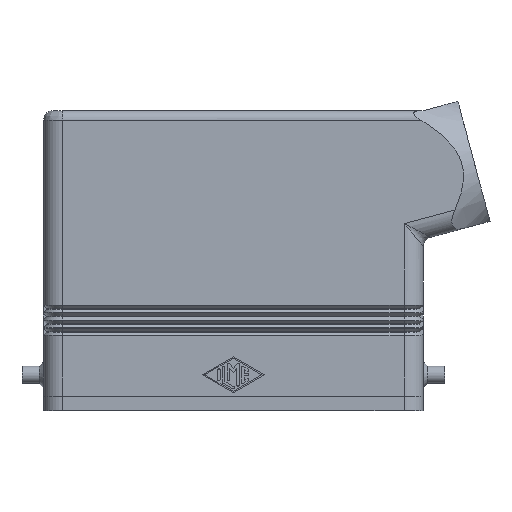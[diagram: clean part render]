
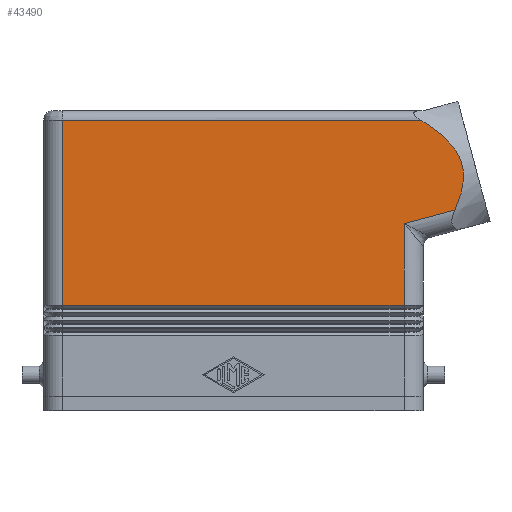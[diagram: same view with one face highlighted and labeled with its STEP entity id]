
A CAD part, front view. The second image highlights one B-rep face of the part: STEP entity #43490.
In plain terms, the highlighted planar face has unit normal (0, -1, 0).
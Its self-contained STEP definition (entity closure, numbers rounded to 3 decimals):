
#32410=CARTESIAN_POINT('',(39.281,-14.7,60.8));
#32420=VERTEX_POINT('',#32410);
#33250=CARTESIAN_POINT('',(46.355,-14.7,42.001));
#33260=VERTEX_POINT('',#33250);
#33290=CARTESIAN_POINT('',(46.355,-14.7,
42.001));
#33300=CARTESIAN_POINT('',(46.75,-14.7,
42.861));
#33310=CARTESIAN_POINT('',(47.113,-14.7,43.75));
#33320=CARTESIAN_POINT('',(47.412,-14.7,44.657));
#33330=CARTESIAN_POINT('',(47.711,-14.7,45.564));
#33340=CARTESIAN_POINT('',(47.948,-14.7,46.49));
#33350=CARTESIAN_POINT('',(48.085,-14.7,47.428));
#33360=CARTESIAN_POINT('',(48.222,-14.7,48.364));
#33370=CARTESIAN_POINT('',(48.258,-14.7,
49.326));
#33380=CARTESIAN_POINT('',(48.148,-14.7,
50.279));
#33390=CARTESIAN_POINT('',(48.038,-14.7,
51.233));
#33400=CARTESIAN_POINT('',(47.786,-14.7,
52.15));
#33410=CARTESIAN_POINT('',(47.395,-14.7,
53.023));
#33420=CARTESIAN_POINT('',(46.611,-14.7,
54.776));
#33430=CARTESIAN_POINT('',(45.334,-14.7,56.238));
#33440=CARTESIAN_POINT('',(43.911,-14.7,57.494));
#33450=CARTESIAN_POINT('',(43.196,-14.7,58.125));
#33460=CARTESIAN_POINT('',(42.442,-14.7,58.705));
#33470=CARTESIAN_POINT('',(41.668,-14.7,59.251));
#33480=CARTESIAN_POINT('',(40.893,-14.7,59.797));
#33490=CARTESIAN_POINT('',(40.095,-14.7,60.31));
#33500=CARTESIAN_POINT('',(39.281,-14.7,60.8));
#33510=B_SPLINE_CURVE_WITH_KNOTS('',3,(#33290,#33300,#33310,#33320,
#33330,#33340,#33350,#33360,#33370,#33380,#33390,#33400,#33410,#33420,
#33430,#33440,#33450,#33460,#33470,#33480,#33490,#33500),.UNSPECIFIED.,
.F.,.F.,(4,3,3,3,3,3,3,4),(0.,2.86,5.716,
8.575,11.431,17.143,19.993,
22.84),.UNSPECIFIED.);
#33520=EDGE_CURVE('',#33260,#32420,#33510,.T.);
#41660=CARTESIAN_POINT('',(35.75,-14.7,22.05));
#41670=VERTEX_POINT('',#41660);
#41700=CARTESIAN_POINT('',(35.75,-14.7,22.05));
#41710=DIRECTION('',(0.,0.,1.));
#41720=VECTOR('',#41710,8.309);
#41730=LINE('',#41700,#41720);
#41740=CARTESIAN_POINT('',(35.75,-14.7,39.159));
#41750=VERTEX_POINT('',#41740);
#41760=EDGE_CURVE('',#41670,#41750,#41730,.T.);
#43120=CARTESIAN_POINT('',(35.75,-14.7,0.));
#43130=DIRECTION('',(0.,-1.,0.));
#43140=DIRECTION('',(0.,0.,-1.));
#43150=AXIS2_PLACEMENT_3D('',#43120,#43130,#43140);
#43160=PLANE('',#43150);
#43170=ORIENTED_EDGE('',*,*,#41760,.T.);
#43180=CARTESIAN_POINT('',(35.75,-14.7,22.05));
#43190=DIRECTION('',(-1.,0.,0.));
#43200=VECTOR('',#43190,71.5);
#43210=LINE('',#43180,#43200);
#43220=CARTESIAN_POINT('',(-35.75,-14.7,22.05));
#43230=VERTEX_POINT('',#43220);
#43240=EDGE_CURVE('',#41670,#43230,#43210,.T.);
#43250=ORIENTED_EDGE('',*,*,#43240,.F.);
#43260=CARTESIAN_POINT('',(-35.75,-14.7,22.05));
#43270=DIRECTION('',(0.,0.,1.));
#43280=VECTOR('',#43270,29.95);
#43290=LINE('',#43260,#43280);
#43300=CARTESIAN_POINT('',(-35.75,-14.7,60.8));
#43310=VERTEX_POINT('',#43300);
#43320=EDGE_CURVE('',#43230,#43310,#43290,.T.);
#43330=ORIENTED_EDGE('',*,*,#43320,.F.);
#43340=CARTESIAN_POINT('',(0.,-14.7,60.8));
#43350=DIRECTION('',(1.,0.,0.));
#43360=VECTOR('',#43350,1.);
#43370=LINE('',#43340,#43360);
#43380=EDGE_CURVE('',#43310,#32420,#43370,.T.);
#43390=ORIENTED_EDGE('',*,*,#43380,.F.);
#43400=ORIENTED_EDGE('',*,*,#33520,.T.);
#43410=CARTESIAN_POINT('',(38.572,-14.7,39.915));
#43420=DIRECTION('',(0.966,0.,0.259));
#43430=VECTOR('',#43420,1.);
#43440=LINE('',#43410,#43430);
#43450=EDGE_CURVE('',#41750,#33260,#43440,.T.);
#43460=ORIENTED_EDGE('',*,*,#43450,.T.);
#43470=EDGE_LOOP('',(#43460,#43400,#43390,#43330,#43250,#43170));
#43480=FACE_OUTER_BOUND('',#43470,.T.);
#43490=ADVANCED_FACE('',(#43480),#43160,.T.);
